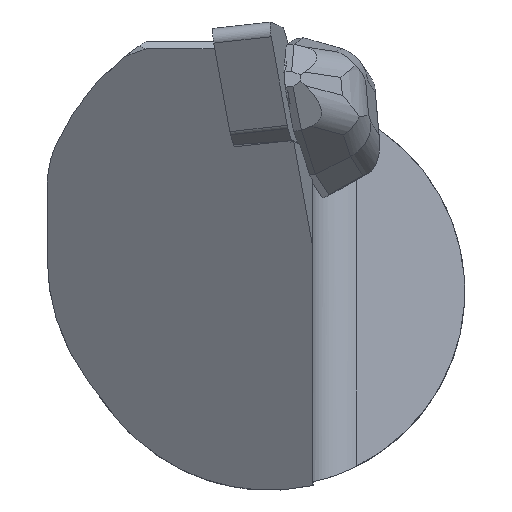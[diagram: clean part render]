
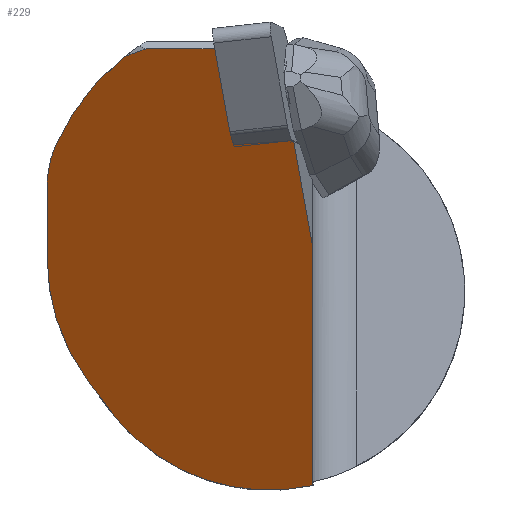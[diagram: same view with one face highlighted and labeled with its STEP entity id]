
A CAD part, top view. The second image highlights one B-rep face of the part: STEP entity #229.
In plain terms, the highlighted planar face has unit normal (0, -0.522, 0.853).
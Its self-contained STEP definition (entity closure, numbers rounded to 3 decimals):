
#41=ELLIPSE('',#1781,97.78,51.051);
#42=ELLIPSE('',#1782,22.453,19.15);
#43=ELLIPSE('',#1783,9.38,8.);
#44=ELLIPSE('',#1784,19.613,16.727);
#45=ELLIPSE('',#1785,19.112,16.3);
#46=ELLIPSE('',#1786,20.46,0.794);
#229=ADVANCED_FACE('T533_OFFSETBOXF001',(#375),#313,.F.);
#313=PLANE('',#1787);
#375=FACE_OUTER_BOUND('',#469,.T.);
#469=EDGE_LOOP('',(#678,#679,#680,#681,#682,#683,#684,#685,#686,#687,#688,
#689,#690));
#678=ORIENTED_EDGE('',*,*,#1280,.T.);
#679=ORIENTED_EDGE('',*,*,#1281,.F.);
#680=ORIENTED_EDGE('',*,*,#1282,.F.);
#681=ORIENTED_EDGE('',*,*,#1283,.T.);
#682=ORIENTED_EDGE('',*,*,#1284,.F.);
#683=ORIENTED_EDGE('',*,*,#1285,.F.);
#684=ORIENTED_EDGE('',*,*,#1286,.F.);
#685=ORIENTED_EDGE('',*,*,#1243,.F.);
#686=ORIENTED_EDGE('',*,*,#1255,.T.);
#687=ORIENTED_EDGE('',*,*,#1287,.F.);
#688=ORIENTED_EDGE('',*,*,#1288,.T.);
#689=ORIENTED_EDGE('',*,*,#1289,.T.);
#690=ORIENTED_EDGE('',*,*,#1290,.F.);
#1069=VERTEX_POINT('',#2483);
#1070=VERTEX_POINT('',#2485);
#1080=VERTEX_POINT('',#2510);
#1097=VERTEX_POINT('',#2561);
#1098=VERTEX_POINT('',#2562);
#1099=VERTEX_POINT('',#2564);
#1100=VERTEX_POINT('',#2566);
#1101=VERTEX_POINT('',#2568);
#1102=VERTEX_POINT('',#2570);
#1103=VERTEX_POINT('',#2572);
#1104=VERTEX_POINT('',#2575);
#1105=VERTEX_POINT('',#2577);
#1106=VERTEX_POINT('',#2579);
#1243=EDGE_CURVE('',#1069,#1070,#1470,.T.);
#1255=EDGE_CURVE('',#1069,#1080,#1479,.T.);
#1280=EDGE_CURVE('',#1097,#1098,#41,.T.);
#1281=EDGE_CURVE('',#1099,#1098,#42,.T.);
#1282=EDGE_CURVE('',#1100,#1099,#43,.T.);
#1283=EDGE_CURVE('',#1100,#1101,#1497,.T.);
#1284=EDGE_CURVE('',#1102,#1101,#44,.T.);
#1285=EDGE_CURVE('',#1103,#1102,#1498,.T.);
#1286=EDGE_CURVE('',#1070,#1103,#45,.T.);
#1287=EDGE_CURVE('',#1104,#1080,#46,.T.);
#1288=EDGE_CURVE('',#1104,#1105,#1499,.T.);
#1289=EDGE_CURVE('',#1105,#1106,#1500,.T.);
#1290=EDGE_CURVE('',#1097,#1106,#1501,.T.);
#1470=LINE('',#2484,#1616);
#1479=LINE('',#2511,#1625);
#1497=LINE('',#2567,#1643);
#1498=LINE('',#2571,#1644);
#1499=LINE('',#2576,#1645);
#1500=LINE('',#2578,#1646);
#1501=LINE('',#2580,#1647);
#1616=VECTOR('',#1995,1.);
#1625=VECTOR('',#2010,1.);
#1643=VECTOR('',#2064,1.);
#1644=VECTOR('',#2067,1.);
#1645=VECTOR('',#2072,1.);
#1646=VECTOR('',#2073,1.);
#1647=VECTOR('',#2074,1.);
#1781=AXIS2_PLACEMENT_3D('',#2560,#2058,#2059);
#1782=AXIS2_PLACEMENT_3D('',#2563,#2060,#2061);
#1783=AXIS2_PLACEMENT_3D('',#2565,#2062,#2063);
#1784=AXIS2_PLACEMENT_3D('',#2569,#2065,#2066);
#1785=AXIS2_PLACEMENT_3D('',#2573,#2068,#2069);
#1786=AXIS2_PLACEMENT_3D('',#2574,#2070,#2071);
#1787=AXIS2_PLACEMENT_3D('',#2581,#2075,#2076);
#1995=DIRECTION('',(0.,-0.853,-0.522));
#2010=DIRECTION('',(-0.153,0.843,0.516));
#2058=DIRECTION('',(0.,-0.522,0.853));
#2059=DIRECTION('',(0.,-0.853,-0.522));
#2060=DIRECTION('',(0.,0.522,-0.853));
#2061=DIRECTION('',(0.,-0.853,-0.522));
#2062=DIRECTION('',(0.,0.522,-0.853));
#2063=DIRECTION('',(0.,-0.853,-0.522));
#2064=DIRECTION('',(0.,-0.853,-0.522));
#2065=DIRECTION('',(0.,0.522,-0.853));
#2066=DIRECTION('',(0.,-0.853,-0.522));
#2067=DIRECTION('',(-0.541,0.717,0.439));
#2068=DIRECTION('',(0.,0.522,-0.853));
#2069=DIRECTION('',(0.,-0.853,-0.522));
#2070=DIRECTION('',(0.,-0.522,0.853));
#2071=DIRECTION('',(-0.988,-0.13,-0.08));
#2072=DIRECTION('',(-0.997,-0.067,-0.041));
#2073=DIRECTION('',(-0.153,0.843,0.516));
#2074=DIRECTION('',(1.,0.,0.));
#2075=DIRECTION('',(0.,0.522,-0.853));
#2076=DIRECTION('',(0.,0.853,0.522));
#2483=CARTESIAN_POINT('',(3.5,3.866,33.342));
#2484=CARTESIAN_POINT('',(3.5,105.999,95.864));
#2485=CARTESIAN_POINT('',(3.5,-15.92,21.23));
#2510=CARTESIAN_POINT('',(1.973,12.297,38.503));
#2511=CARTESIAN_POINT('',(-11.548,86.95,84.203));
#2560=CARTESIAN_POINT('',(0.,-61.952,-6.949));
#2561=CARTESIAN_POINT('',(-10.074,19.803,43.098));
#2562=CARTESIAN_POINT('',(-11.876,19.155,42.701));
#2563=CARTESIAN_POINT('',(0.,4.132,33.505));
#2564=CARTESIAN_POINT('',(-17.506,11.896,38.258));
#2565=CARTESIAN_POINT('',(-10.193,8.653,36.272));
#2566=CARTESIAN_POINT('',(-18.193,8.653,36.272));
#2567=CARTESIAN_POINT('',(-18.193,14.917,40.107));
#2568=CARTESIAN_POINT('',(-18.193,2.653,32.599));
#2569=CARTESIAN_POINT('',(-1.465,2.653,32.599));
#2570=CARTESIAN_POINT('',(-14.82,-7.419,26.434));
#2571=CARTESIAN_POINT('',(-51.226,40.854,55.985));
#2572=CARTESIAN_POINT('',(-13.014,-9.815,24.968));
#2573=CARTESIAN_POINT('',(0.,0.,30.976));
#2574=CARTESIAN_POINT('',(19.145,14.918,40.108));
#2575=CARTESIAN_POINT('',(1.265,12.246,38.472));
#2576=CARTESIAN_POINT('',(-97.641,5.58,34.392));
#2577=CARTESIAN_POINT('',(-2.938,11.962,38.298));
#2578=CARTESIAN_POINT('',(-5.688,27.146,47.593));
#2579=CARTESIAN_POINT('',(-4.359,19.803,43.098));
#2580=CARTESIAN_POINT('',(-98.506,19.803,43.098));
#2581=CARTESIAN_POINT('',(-98.506,14.917,40.107));
